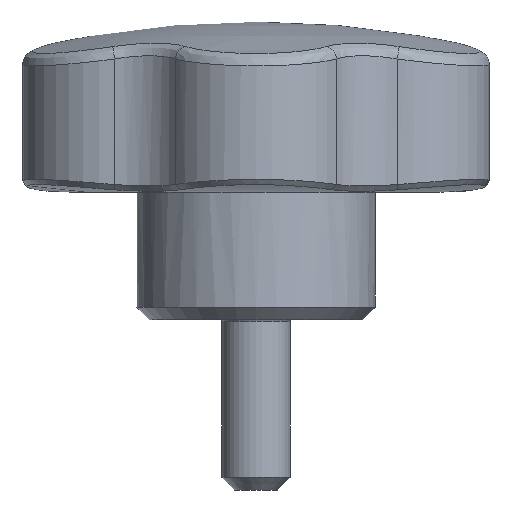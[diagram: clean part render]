
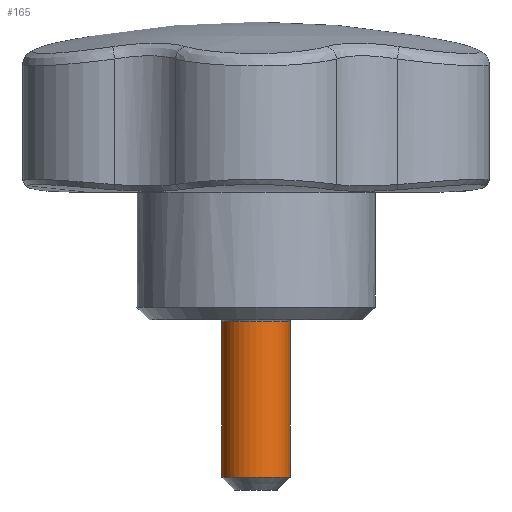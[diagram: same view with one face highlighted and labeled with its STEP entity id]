
A CAD part, front view. The second image highlights one B-rep face of the part: STEP entity #165.
In plain terms, the highlighted cylindrical face has radius 4 mm (diameter 8 mm), a full revolution.
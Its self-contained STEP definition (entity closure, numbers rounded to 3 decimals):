
#165 = ADVANCED_FACE( '', ( #368, #369 ), #370, .T. );
#368 = FACE_OUTER_BOUND( '', #2283, .T. );
#369 = FACE_OUTER_BOUND( '', #2284, .T. );
#370 = CYLINDRICAL_SURFACE( '', #2285, 4. );
#2283 = EDGE_LOOP( '', ( #3790 ) );
#2284 = EDGE_LOOP( '', ( #3791 ) );
#2285 = AXIS2_PLACEMENT_3D( '', #3792, #3793, #3794 );
#3790 = ORIENTED_EDGE( '', *, *, #4215, .T. );
#3791 = ORIENTED_EDGE( '', *, *, #4231, .T. );
#3792 = CARTESIAN_POINT( '', ( 0., 0., -77. ) );
#3793 = DIRECTION( '', ( 0., 0., -1. ) );
#3794 = DIRECTION( '', ( 1., 0., 0. ) );
#4215 = EDGE_CURVE( '', #4552, #4552, #4553, .F. );
#4231 = EDGE_CURVE( '', #4571, #4571, #4572, .T. );
#4552 = VERTEX_POINT( '', #6358 );
#4553 = CIRCLE( '', #6359, 4. );
#4571 = VERTEX_POINT( '', #6630 );
#4572 = CIRCLE( '', #6631, 4. );
#6358 = CARTESIAN_POINT( '', ( 4., 0., -0.2 ) );
#6359 = AXIS2_PLACEMENT_3D( '', #7472, #7473, #7474 );
#6630 = CARTESIAN_POINT( '', ( 4., 0., -18.5 ) );
#6631 = AXIS2_PLACEMENT_3D( '', #7480, #7481, #7482 );
#7472 = CARTESIAN_POINT( '', ( 0., 0., -0.2 ) );
#7473 = DIRECTION( '', ( 0., 0., 1. ) );
#7474 = DIRECTION( '', ( 1., 0., 0. ) );
#7480 = CARTESIAN_POINT( '', ( 0., 0., -18.5 ) );
#7481 = DIRECTION( '', ( 0., 0., 1. ) );
#7482 = DIRECTION( '', ( 1., 0., 0. ) );
